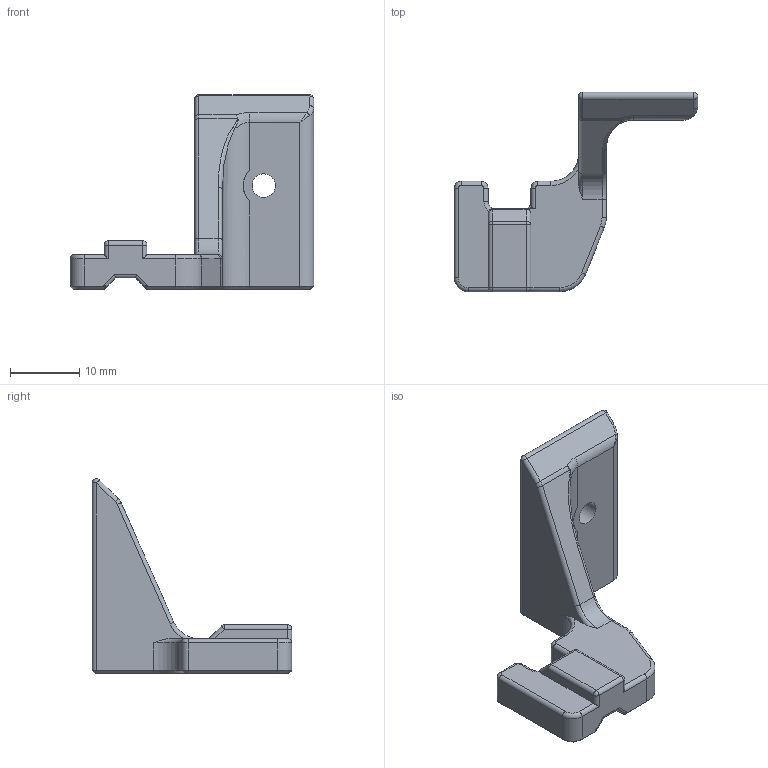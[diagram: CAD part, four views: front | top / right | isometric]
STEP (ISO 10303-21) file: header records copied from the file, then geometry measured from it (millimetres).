
FILE_DESCRIPTION(/* description */ (''),/* implementation_level */ '2;1');
FILE_NAME(/* name */ 'Z_Upper_Umb_Mount.step',/* time_stamp */ '2026-01-12T19:28:53-08:00',/* author */ (''),/* organization */ (''),/* preprocessor_version */ 'ST-DEVELOPER v20.1',/* originating_system */ 'Autodesk Translation Framework v14.21.0.0',/* authorisation */ '');
FILE_SCHEMA (('AUTOMOTIVE_DESIGN { 1 0 10303 214 3 1 1 }'));
Length unit declared in the file: millimetre
Products named in the file (1): Z_Upper_Umb_Mount
Bounding box: 35.25 x 28.85 x 28.15 mm (x, y, z)
Volume: 3851.8 mm3; surface area: 2704.5 mm2
Topology: 1 solids, 1 shells, 197 faces, 472 edges, 275 vertices
Faces by surface type: plane 60, cylinder 53, bspline 48, torus 17, cone 13, sphere 6
Full cylindrical faces by diameter (mm): 3.4 x1
Entity records: 6918 total; most frequent: CARTESIAN_POINT 2571, ORIENTED_EDGE 940, DIRECTION 828, EDGE_CURVE 470, AXIS2_PLACEMENT_3D 298, VERTEX_POINT 275, LINE 232, VECTOR 232
